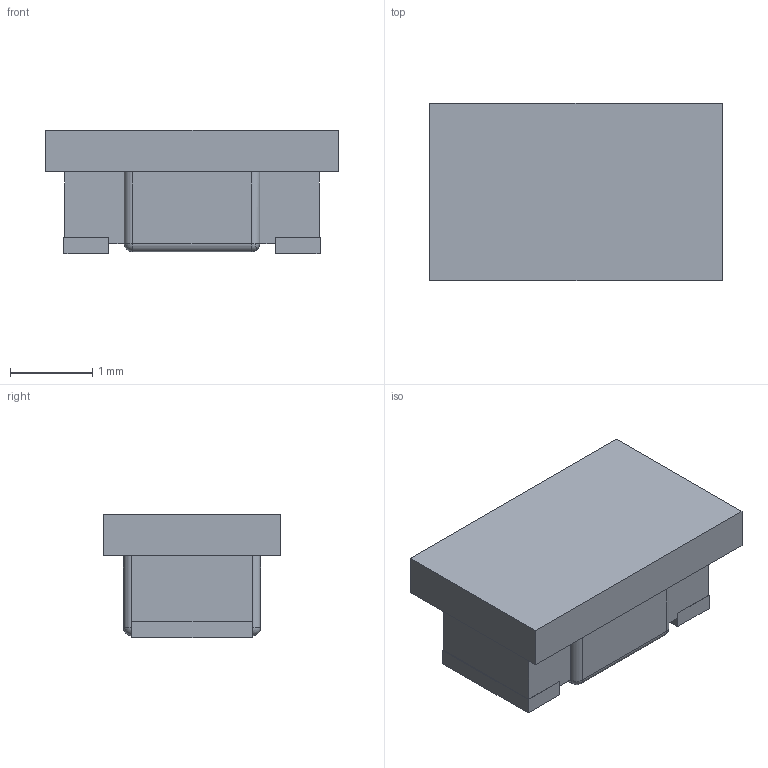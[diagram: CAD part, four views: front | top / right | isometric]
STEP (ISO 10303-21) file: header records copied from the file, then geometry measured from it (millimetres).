
FILE_DESCRIPTION((''),'2;1');
FILE_NAME('IND_COILCRAFT_1206CS.stp','2013-08-14T14:39:51',(''),(''),'Mechanical Desktop 2011','Mechanical Desktop 2011',', , ');
FILE_SCHEMA(('AUTOMOTIVE_DESIGN { 1 2 10303 214 1 1 1 1 }'));
Length unit declared in the file: millimetre
Products named in the file (1): Product
Bounding box: 3.56 x 2.16 x 1.51 mm (x, y, z)
Volume: 8.6 mm3; surface area: 49.3 mm2
Topology: 6 solids, 6 shells, 53 faces, 114 edges, 71 vertices
Faces by surface type: bspline 28, plane 12, cylinder 8, sphere 5
Entity records: 1459 total; most frequent: CARTESIAN_POINT 321, ORIENTED_EDGE 224, DIRECTION 184, EDGE_CURVE 112, VECTOR 92, LINE 92, VERTEX_POINT 71, EDGE_LOOP 53
